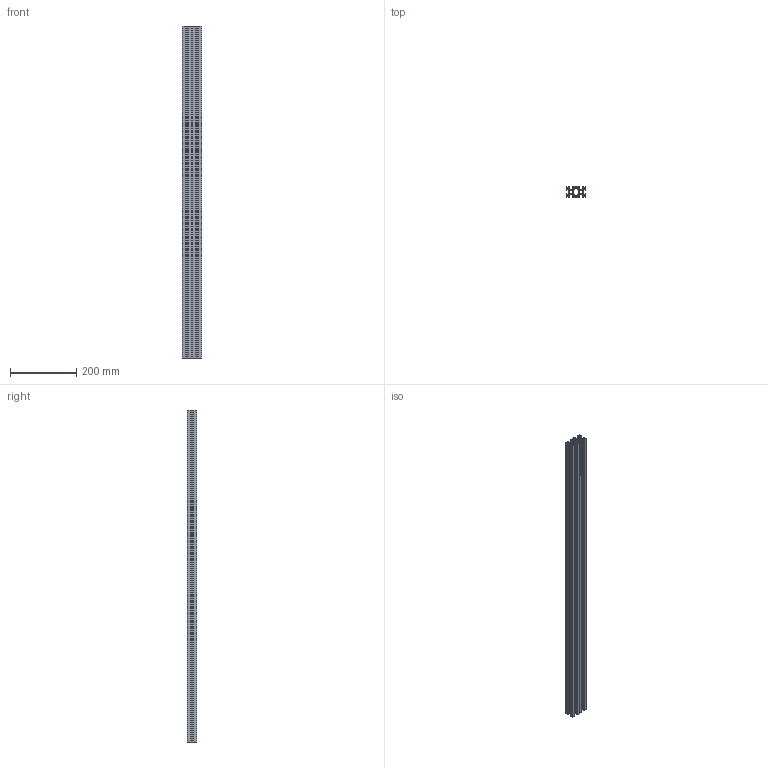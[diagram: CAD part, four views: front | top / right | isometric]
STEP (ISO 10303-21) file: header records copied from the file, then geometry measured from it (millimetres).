
FILE_DESCRIPTION (( 'STEP AP214' ), '1' );
FILE_NAME ('336 Êîíñòðóêöèîííûé ïðîôèëü 30õ60.STEP', '2014-12-18T12:12:12', ( 'XTreme.ws' ), ( 'XTreme.ws' ), 'SwSTEP 2.0', 'SolidWorks 2014', '' );
FILE_SCHEMA (( 'AUTOMOTIVE_DESIGN' ));
Length unit declared in the file: millimetre
Products named in the file (2): 336 Êîíñòðóêöèîííûé ïðîôèëü 30õ60
Bounding box: 60 x 30 x 1000 mm (x, y, z)
Volume: 563061.5 mm3; surface area: 555270.6 mm2
Topology: 1 solids, 1 shells, 284 faces, 846 edges, 564 vertices
Faces by surface type: cylinder 156, plane 128
Entity records: 9719 total; most frequent: DIRECTION 1730, CARTESIAN_POINT 1696, ORIENTED_EDGE 1692, EDGE_CURVE 846, AXIS2_PLACEMENT_3D 598, VERTEX_POINT 564, VECTOR 534, LINE 534
